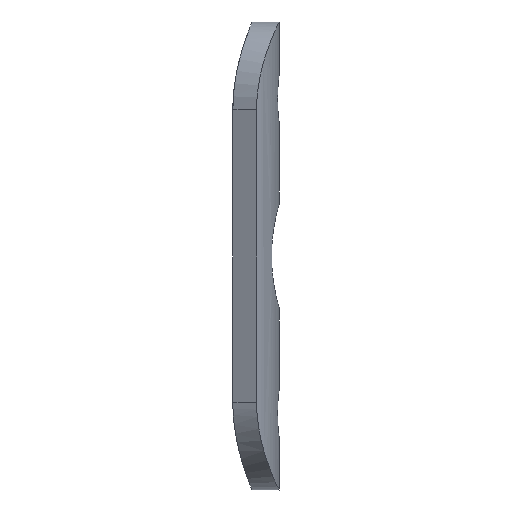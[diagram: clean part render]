
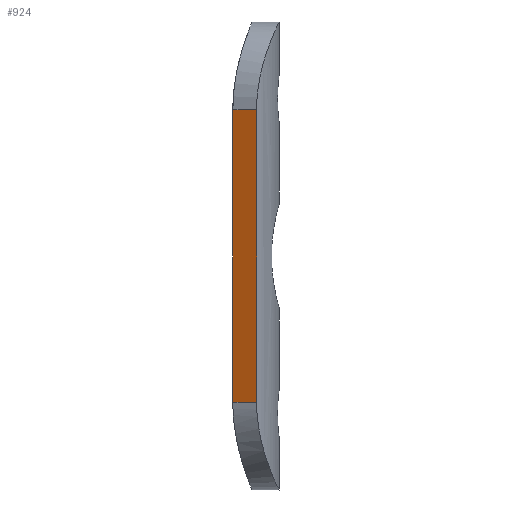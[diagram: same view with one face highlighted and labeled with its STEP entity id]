
A CAD part, left-side view. The second image highlights one B-rep face of the part: STEP entity #924.
In plain terms, the highlighted planar face has unit normal (-0.876, 0.482, 0).
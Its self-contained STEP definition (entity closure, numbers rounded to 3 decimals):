
#80 = EDGE_CURVE ( 'NONE', #122, #1192, #1596, .T. ) ;
#91 = VECTOR ( 'NONE', #1166, 1000. ) ;
#106 = ORIENTED_EDGE ( 'NONE', *, *, #1563, .T. ) ;
#108 = VECTOR ( 'NONE', #625, 1000. ) ;
#122 = VERTEX_POINT ( 'NONE', #1206 ) ;
#140 = CARTESIAN_POINT ( 'NONE',  ( -10.217, 2.624, 37. ) ) ;
#213 = EDGE_CURVE ( 'NONE', #1192, #627, #821, .T. ) ;
#400 = ORIENTED_EDGE ( 'NONE', *, *, #213, .F. ) ;
#485 = VERTEX_POINT ( 'NONE', #846 ) ;
#571 = VECTOR ( 'NONE', #672, 1000. ) ;
#608 = EDGE_LOOP ( 'NONE', ( #845, #106, #727, #400 ) ) ;
#625 = DIRECTION ( 'NONE',  ( 0., 0., 1. ) ) ;
#627 = VERTEX_POINT ( 'NONE', #1617 ) ;
#629 = FACE_OUTER_BOUND ( 'NONE', #608, .T. ) ;
#638 = CARTESIAN_POINT ( 'NONE',  ( -12., -0.618, 37. ) ) ;
#641 = CARTESIAN_POINT ( 'NONE',  ( -12., -0.618, -20. ) ) ;
#672 = DIRECTION ( 'NONE',  ( 0.482, 0.876, 0. ) ) ;
#709 = CARTESIAN_POINT ( 'NONE',  ( -12., -0.618, 0. ) ) ;
#727 = ORIENTED_EDGE ( 'NONE', *, *, #1327, .T. ) ;
#821 = LINE ( 'NONE', #140, #1153 ) ;
#832 = AXIS2_PLACEMENT_3D ( 'NONE', #709, #1608, #1335 ) ;
#845 = ORIENTED_EDGE ( 'NONE', *, *, #80, .F. ) ;
#846 = CARTESIAN_POINT ( 'NONE',  ( -12., -0.618, 20. ) ) ;
#924 = ADVANCED_FACE ( 'NONE', ( #629 ), #1468, .T. ) ;
#1072 = CARTESIAN_POINT ( 'NONE',  ( -10.217, 2.624, -20. ) ) ;
#1102 = LINE ( 'NONE', #638, #108 ) ;
#1142 = DIRECTION ( 'NONE',  ( 0., 0., 1. ) ) ;
#1153 = VECTOR ( 'NONE', #1142, 1000. ) ;
#1166 = DIRECTION ( 'NONE',  ( 0.482, 0.876, 0. ) ) ;
#1192 = VERTEX_POINT ( 'NONE', #1072 ) ;
#1206 = CARTESIAN_POINT ( 'NONE',  ( -12., -0.618, -20. ) ) ;
#1313 = CARTESIAN_POINT ( 'NONE',  ( -12., -0.618, 20. ) ) ;
#1327 = EDGE_CURVE ( 'NONE', #485, #627, #1394, .T. ) ;
#1335 = DIRECTION ( 'NONE',  ( 0., 0., -1. ) ) ;
#1394 = LINE ( 'NONE', #1313, #91 ) ;
#1468 = PLANE ( 'NONE',  #832 ) ;
#1563 = EDGE_CURVE ( 'NONE', #122, #485, #1102, .T. ) ;
#1596 = LINE ( 'NONE', #641, #571 ) ;
#1608 = DIRECTION ( 'NONE',  ( -0.876, 0.482, 0. ) ) ;
#1617 = CARTESIAN_POINT ( 'NONE',  ( -10.217, 2.624, 20. ) ) ;
